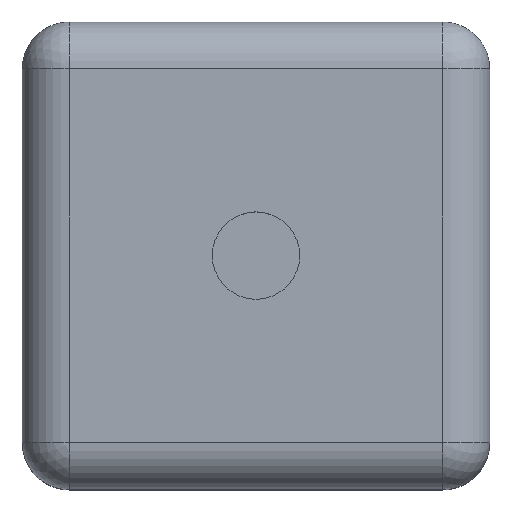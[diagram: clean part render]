
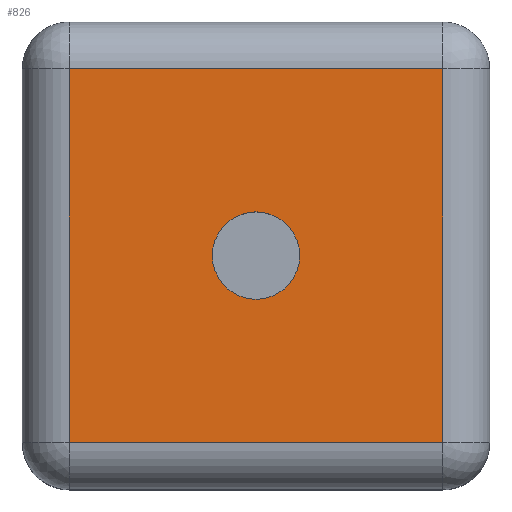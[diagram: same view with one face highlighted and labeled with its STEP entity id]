
A CAD part, top view. The second image highlights one B-rep face of the part: STEP entity #826.
In plain terms, the highlighted planar face has unit normal (0, 0, 1).
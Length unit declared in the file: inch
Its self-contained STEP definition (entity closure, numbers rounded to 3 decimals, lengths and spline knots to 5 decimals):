
#19=FACE_BOUND($,#306,.T.);
#20=FACE_BOUND($,#307,.T.);
#66=PLANE($,#903);
#152=LINE($,#1339,#180);
#153=LINE($,#1348,#181);
#154=LINE($,#1350,#182);
#155=LINE($,#1351,#183);
#180=VECTOR($,#1043,0.8);
#181=VECTOR($,#1054,0.8);
#182=VECTOR($,#1055,0.8);
#183=VECTOR($,#1056,0.8);
#306=EDGE_LOOP($,(#645));
#307=EDGE_LOOP($,(#646,#647,#648,#649));
#419=CIRCLE($,#904,0.0935);
#479=VERTEX_POINT($,#1328);
#482=VERTEX_POINT($,#1335);
#485=VERTEX_POINT($,#1345);
#486=VERTEX_POINT($,#1347);
#487=VERTEX_POINT($,#1349);
#550=EDGE_CURVE($,#479,#482,#152,.T.);
#553=EDGE_CURVE($,#485,#485,#419,.T.);
#554=EDGE_CURVE($,#486,#479,#153,.T.);
#555=EDGE_CURVE($,#487,#486,#154,.T.);
#556=EDGE_CURVE($,#482,#487,#155,.T.);
#645=ORIENTED_EDGE($,*,*,#553,.T.);
#646=ORIENTED_EDGE($,*,*,#550,.F.);
#647=ORIENTED_EDGE($,*,*,#554,.F.);
#648=ORIENTED_EDGE($,*,*,#555,.F.);
#649=ORIENTED_EDGE($,*,*,#556,.F.);
#826=ADVANCED_FACE($,(#19,#20),#66,.T.);
#903=AXIS2_PLACEMENT_3D($,#1344,#1050,#1051);
#904=AXIS2_PLACEMENT_3D($,#1346,#1052,#1053);
#1043=DIRECTION($,(-1.,0.,0.));
#1050=DIRECTION('center_axis',(0.,0.,1.));
#1051=DIRECTION('ref_axis',(0.,-1.,0.));
#1052=DIRECTION('center_axis',(0.,0.,-1.));
#1053=DIRECTION('ref_axis',(-1.,0.,0.));
#1054=DIRECTION($,(0.,-1.,0.));
#1055=DIRECTION($,(1.,0.,0.));
#1056=DIRECTION($,(0.,1.,0.));
#1328=CARTESIAN_POINT('',(0.9,-0.28113,0.43176));
#1335=CARTESIAN_POINT('',(0.1,-0.28113,0.43176));
#1339=CARTESIAN_POINT($,(0.,-0.28113,0.43176));
#1344=CARTESIAN_POINT('Origin',(0.,0.61887,0.43176));
#1345=CARTESIAN_POINT('',(0.5935,0.11887,0.43176));
#1346=CARTESIAN_POINT('Origin',(0.5,0.11887,0.43176));
#1347=CARTESIAN_POINT('',(0.9,0.51887,0.43176));
#1348=CARTESIAN_POINT($,(0.9,0.36887,0.43176));
#1349=CARTESIAN_POINT('',(0.1,0.51887,0.43176));
#1350=CARTESIAN_POINT($,(0.,0.51887,0.43176));
#1351=CARTESIAN_POINT($,(0.1,0.36887,0.43176));
